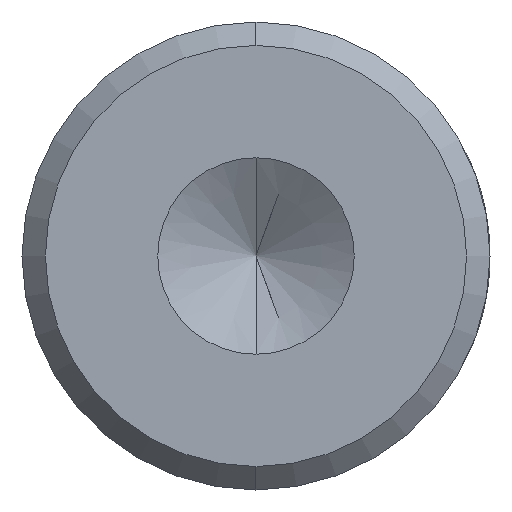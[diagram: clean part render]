
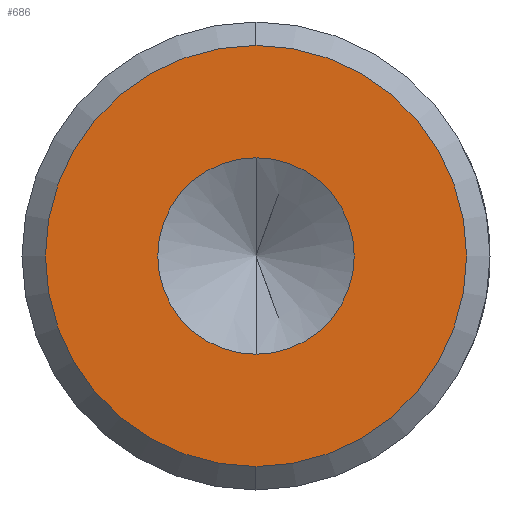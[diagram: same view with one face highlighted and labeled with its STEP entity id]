
A CAD part, left-side view. The second image highlights one B-rep face of the part: STEP entity #686.
In plain terms, the highlighted planar face has unit normal (-1, 0, 0).
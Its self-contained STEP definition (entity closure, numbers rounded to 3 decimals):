
#2 = CIRCLE ( 'NONE', #44, 2.1 ) ;
#44 = AXIS2_PLACEMENT_3D ( 'NONE', #1138, #565, #1224 ) ;
#85 = FACE_BOUND ( 'NONE', #113, .T. ) ;
#88 = CARTESIAN_POINT ( 'NONE',  ( 0., 0., -2.1 ) ) ;
#110 = VERTEX_POINT ( 'NONE', #641 ) ;
#113 = EDGE_LOOP ( 'NONE', ( #166, #751 ) ) ;
#116 = EDGE_CURVE ( 'NONE', #576, #823, #605, .T. ) ;
#127 = FACE_OUTER_BOUND ( 'NONE', #870, .T. ) ;
#133 = EDGE_CURVE ( 'NONE', #110, #654, #859, .T. ) ;
#166 = ORIENTED_EDGE ( 'NONE', *, *, #133, .F. ) ;
#171 = EDGE_CURVE ( 'NONE', #654, #110, #2, .T. ) ;
#218 = EDGE_CURVE ( 'NONE', #823, #576, #1206, .T. ) ;
#250 = CARTESIAN_POINT ( 'NONE',  ( 0., 0., 0. ) ) ;
#270 = CARTESIAN_POINT ( 'NONE',  ( 0., 0., 0. ) ) ;
#290 = CARTESIAN_POINT ( 'NONE',  ( 0., 0., 4.501 ) ) ;
#313 = PLANE ( 'NONE',  #1200 ) ;
#362 = DIRECTION ( 'NONE',  ( 0., 0., 1. ) ) ;
#377 = DIRECTION ( 'NONE',  ( 0., 0., 1. ) ) ;
#420 = DIRECTION ( 'NONE',  ( 0., 0., 1. ) ) ;
#452 = DIRECTION ( 'NONE',  ( -1., 0., 0. ) ) ;
#529 = AXIS2_PLACEMENT_3D ( 'NONE', #270, #950, #377 ) ;
#565 = DIRECTION ( 'NONE',  ( -1., 0., 0. ) ) ;
#576 = VERTEX_POINT ( 'NONE', #1077 ) ;
#605 = CIRCLE ( 'NONE', #929, 4.501 ) ;
#641 = CARTESIAN_POINT ( 'NONE',  ( 0., 0., 2.1 ) ) ;
#654 = VERTEX_POINT ( 'NONE', #88 ) ;
#686 = ADVANCED_FACE ( 'NONE', ( #127, #85 ), #313, .T. ) ;
#704 = DIRECTION ( 'NONE',  ( -1., 0., 0. ) ) ;
#751 = ORIENTED_EDGE ( 'NONE', *, *, #171, .F. ) ;
#799 = CARTESIAN_POINT ( 'NONE',  ( 0., 0., 0. ) ) ;
#823 = VERTEX_POINT ( 'NONE', #290 ) ;
#845 = ORIENTED_EDGE ( 'NONE', *, *, #116, .T. ) ;
#859 = CIRCLE ( 'NONE', #1056, 2.1 ) ;
#870 = EDGE_LOOP ( 'NONE', ( #845, #918 ) ) ;
#918 = ORIENTED_EDGE ( 'NONE', *, *, #218, .T. ) ;
#929 = AXIS2_PLACEMENT_3D ( 'NONE', #1024, #452, #1122 ) ;
#933 = DIRECTION ( 'NONE',  ( -1., 0., 0. ) ) ;
#950 = DIRECTION ( 'NONE',  ( -1., 0., 0. ) ) ;
#1024 = CARTESIAN_POINT ( 'NONE',  ( 0., 0., 0. ) ) ;
#1056 = AXIS2_PLACEMENT_3D ( 'NONE', #250, #933, #362 ) ;
#1077 = CARTESIAN_POINT ( 'NONE',  ( 0., 0., -4.501 ) ) ;
#1122 = DIRECTION ( 'NONE',  ( 0., 0., 1. ) ) ;
#1138 = CARTESIAN_POINT ( 'NONE',  ( 0., 0., 0. ) ) ;
#1200 = AXIS2_PLACEMENT_3D ( 'NONE', #799, #704, #420 ) ;
#1206 = CIRCLE ( 'NONE', #529, 4.501 ) ;
#1224 = DIRECTION ( 'NONE',  ( 0., 0., 1. ) ) ;
